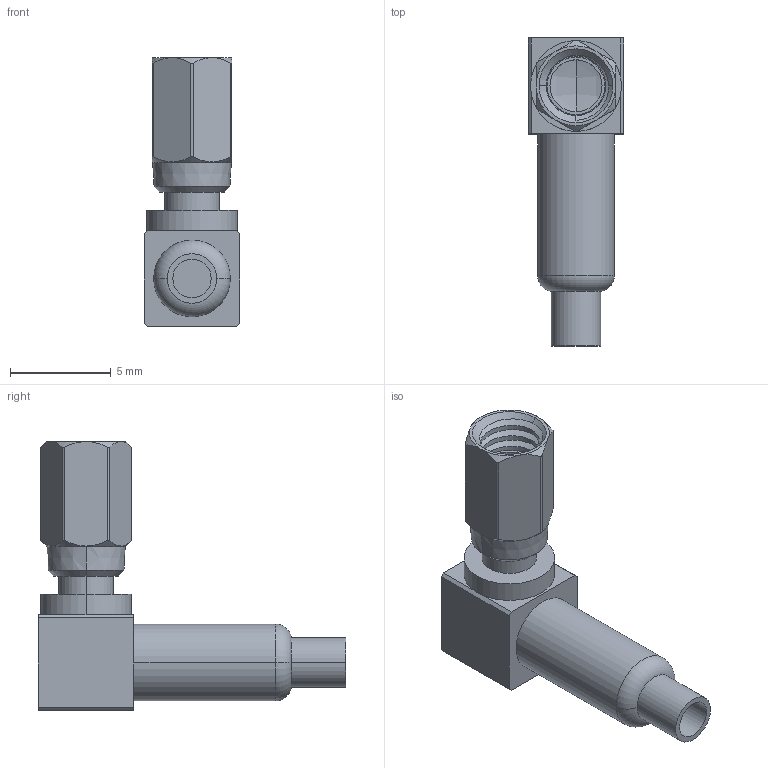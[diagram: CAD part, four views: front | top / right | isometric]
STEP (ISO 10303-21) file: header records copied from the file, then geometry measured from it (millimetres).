
FILE_DESCRIPTION (( 'STEP AP214' ), '1' );
FILE_NAME ('40-105-D3-AA.STEP', '2024-09-06T09:00:44', ( '' ), ( '' ), 'SwSTEP 2.0', 'SolidWorks 2024', '' );
FILE_SCHEMA (( 'AUTOMOTIVE_DESIGN' ));
Length unit declared in the file: millimetre
Products named in the file (1): 40-105-D3-AA
Bounding box: 4.75 x 15.25 x 13.32 mm (x, y, z)
Surface area: 465.2 mm2 (no closed solid volume)
Topology: 0 solids, 6 shells, 75 faces, 196 edges, 129 vertices
Faces by surface type: cylinder 36, plane 18, cone 16, sphere 2, torus 2, bspline 1
Entity records: 2703 total; most frequent: CARTESIAN_POINT 929, DIRECTION 374, ORIENTED_EDGE 350, EDGE_CURVE 196, AXIS2_PLACEMENT_3D 155, VERTEX_POINT 129, EDGE_LOOP 83, CIRCLE 80
